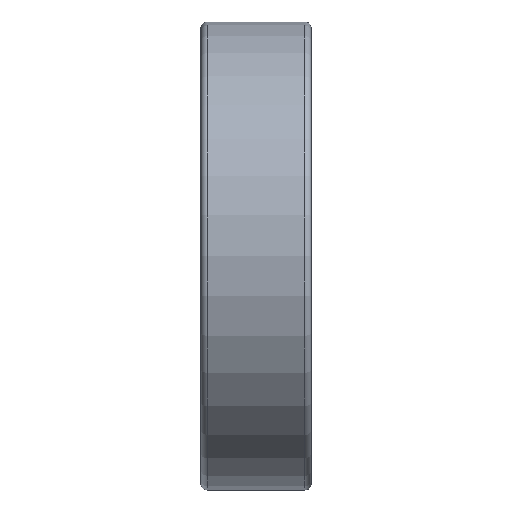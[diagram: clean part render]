
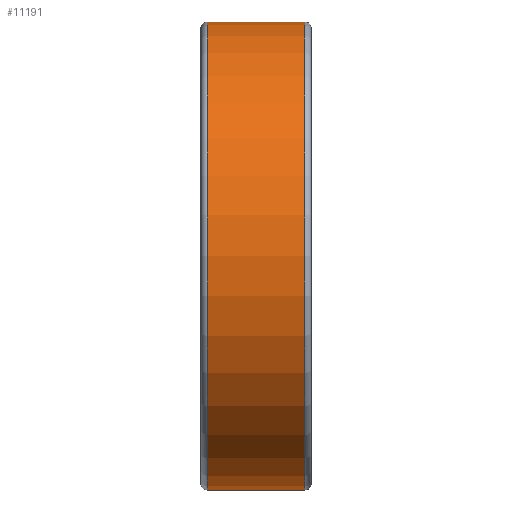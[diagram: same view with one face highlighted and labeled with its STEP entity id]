
A CAD part, top view. The second image highlights one B-rep face of the part: STEP entity #11191.
In plain terms, the highlighted cylindrical face has radius 36 mm (diameter 72 mm), a partial arc.
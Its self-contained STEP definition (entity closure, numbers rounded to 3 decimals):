
#2836=CARTESIAN_POINT('',(-7.5,0.,0.));
#2837=DIRECTION('',(1.,0.,0.));
#2838=DIRECTION('',(0.,1.,0.));
#2839=AXIS2_PLACEMENT_3D('',#2836,#2837,#2838);
#2844=CARTESIAN_POINT('',(7.5,0.,0.));
#2845=DIRECTION('',(1.,0.,0.));
#2846=DIRECTION('',(0.,1.,0.));
#2847=AXIS2_PLACEMENT_3D('',#2844,#2845,#2846);
#2860=DIRECTION('',(-1.,0.,0.));
#2861=VECTOR('',#2860,15.);
#2862=CARTESIAN_POINT('',(7.5,-36.,0.));
#2863=LINE('',#2862,#2861);
#2875=DIRECTION('',(-1.,0.,0.));
#2876=VECTOR('',#2875,15.);
#2877=CARTESIAN_POINT('',(7.5,36.,0.));
#2878=LINE('',#2877,#2876);
#8645=CARTESIAN_POINT('',(-7.5,36.,0.));
#8646=CARTESIAN_POINT('',(-7.5,-36.,0.));
#8647=VERTEX_POINT('',#8645);
#8648=VERTEX_POINT('',#8646);
#8649=CARTESIAN_POINT('',(7.5,36.,0.));
#8650=CARTESIAN_POINT('',(7.5,-36.,0.));
#8651=VERTEX_POINT('',#8649);
#8652=VERTEX_POINT('',#8650);
#11177=CARTESIAN_POINT('',(-9.35,0.,0.));
#11178=DIRECTION('',(1.,0.,0.));
#11179=DIRECTION('',(0.,-1.,0.));
#11180=AXIS2_PLACEMENT_3D('',#11177,#11178,#11179);
#11181=CYLINDRICAL_SURFACE('',#11180,36.);
#11182=ORIENTED_EDGE('',*,*,#11167,.F.);
#11184=ORIENTED_EDGE('',*,*,#11183,.F.);
#11186=ORIENTED_EDGE('',*,*,#11185,.T.);
#11188=ORIENTED_EDGE('',*,*,#11187,.T.);
#11189=EDGE_LOOP('',(#11182,#11184,#11186,#11188));
#11190=FACE_OUTER_BOUND('',#11189,.F.);
#2840=CIRCLE('',#2839,36.);
#2848=CIRCLE('',#2847,36.);
#11167=EDGE_CURVE('',#8647,#8648,#2840,.T.);
#11183=EDGE_CURVE('',#8651,#8647,#2878,.T.);
#11185=EDGE_CURVE('',#8651,#8652,#2848,.T.);
#11187=EDGE_CURVE('',#8652,#8648,#2863,.T.);
#11191=ADVANCED_FACE('',(#11190),#11181,.T.);
